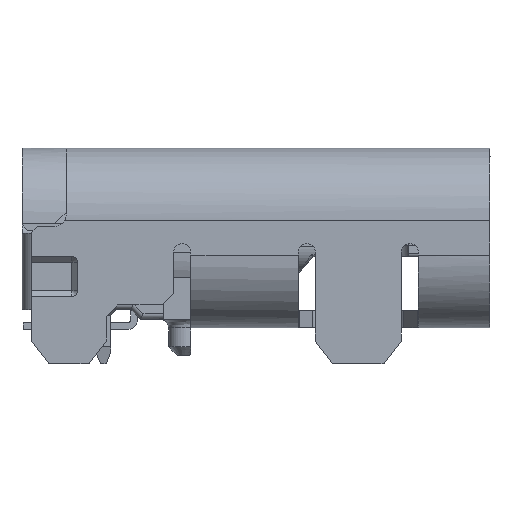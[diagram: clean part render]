
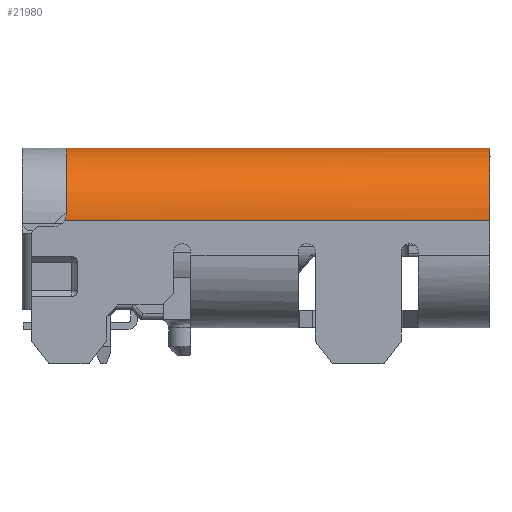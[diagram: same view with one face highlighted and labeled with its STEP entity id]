
A CAD part, front view. The second image highlights one B-rep face of the part: STEP entity #21980.
In plain terms, the highlighted cylindrical face has radius 1.27 mm (diameter 2.54 mm), a partial arc.
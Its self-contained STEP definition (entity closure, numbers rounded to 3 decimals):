
#455 = CARTESIAN_POINT ( 'NONE',  ( -4.47, 0.3, -2.727 ) ) ;
#877 = CYLINDRICAL_SURFACE ( 'NONE', #18636, 1.27 ) ;
#1364 = EDGE_CURVE ( 'NONE', #15446, #25629, #5512, .T. ) ;
#2629 = ORIENTED_EDGE ( 'NONE', *, *, #9836, .T. ) ;
#4292 = DIRECTION ( 'NONE',  ( 0., 0., -1. ) ) ;
#4669 = VECTOR ( 'NONE', #11454, 1000. ) ;
#4772 = CARTESIAN_POINT ( 'NONE',  ( -4.468, 0.37, -2.702 ) ) ;
#4972 = EDGE_CURVE ( 'NONE', #5230, #25629, #12153, .T. ) ;
#5230 = VERTEX_POINT ( 'NONE', #28838 ) ;
#5512 = LINE ( 'NONE', #8282, #17712 ) ;
#7004 = DIRECTION ( 'NONE',  ( 0., 0., 1. ) ) ;
#7103 = CARTESIAN_POINT ( 'NONE',  ( -4.467, 0.39, -2.7 ) ) ;
#8282 = CARTESIAN_POINT ( 'NONE',  ( -3.2, 1.57, -3.3 ) ) ;
#8602 = CARTESIAN_POINT ( 'NONE',  ( -3.2, 0.3, 23.577 ) ) ;
#9212 = CARTESIAN_POINT ( 'NONE',  ( -4.47, 0.3, 23.577 ) ) ;
#9355 = CARTESIAN_POINT ( 'NONE',  ( -4.469, 0.343, -2.708 ) ) ;
#9836 = EDGE_CURVE ( 'NONE', #27289, #27197, #18194, .T. ) ;
#10172 = CARTESIAN_POINT ( 'NONE',  ( -3.2, 0.3, 4.7 ) ) ;
#11454 = DIRECTION ( 'NONE',  ( 0., 0., 1. ) ) ;
#11605 = CARTESIAN_POINT ( 'NONE',  ( -4.47, 0.328, -2.712 ) ) ;
#12153 = CIRCLE ( 'NONE', #14237, 1.27 ) ;
#12989 = EDGE_CURVE ( 'NONE', #15446, #27289, #14533, .T. ) ;
#13914 = AXIS2_PLACEMENT_3D ( 'NONE', #14431, #7004, #27648 ) ;
#14237 = AXIS2_PLACEMENT_3D ( 'NONE', #10172, #19113, #25837 ) ;
#14431 = CARTESIAN_POINT ( 'NONE',  ( -3.2, 0.3, -2.7 ) ) ;
#14533 = CIRCLE ( 'NONE', #13914, 1.27 ) ;
#14542 = CARTESIAN_POINT ( 'NONE',  ( -4.47, 0.3, -2.727 ) ) ;
#15446 = VERTEX_POINT ( 'NONE', #23095 ) ;
#16520 = ORIENTED_EDGE ( 'NONE', *, *, #4972, .T. ) ;
#16669 = EDGE_LOOP ( 'NONE', ( #16520, #20207, #18651, #2629, #25406 ) ) ;
#17712 = VECTOR ( 'NONE', #19375, 1000. ) ;
#18194 = B_SPLINE_CURVE_WITH_KNOTS ( 'NONE', 3,
 ( #20430, #7103, #27240, #4772, #22652, #18391, #9355, #11605, #27148, #455 ),
 .UNSPECIFIED., .F., .F.,
 ( 4, 3, 3, 4 ),
 ( 0., 0., 0., 0. ),
 .UNSPECIFIED. ) ;
#18391 = CARTESIAN_POINT ( 'NONE',  ( -4.469, 0.352, -2.705 ) ) ;
#18636 = AXIS2_PLACEMENT_3D ( 'NONE', #8602, #4292, #26688 ) ;
#18651 = ORIENTED_EDGE ( 'NONE', *, *, #12989, .T. ) ;
#19113 = DIRECTION ( 'NONE',  ( 0., 0., -1. ) ) ;
#19375 = DIRECTION ( 'NONE',  ( 0., 0., 1. ) ) ;
#20207 = ORIENTED_EDGE ( 'NONE', *, *, #1364, .F. ) ;
#20430 = CARTESIAN_POINT ( 'NONE',  ( -4.466, 0.4, -2.7 ) ) ;
#21016 = LINE ( 'NONE', #9212, #4669 ) ;
#21933 = CARTESIAN_POINT ( 'NONE',  ( -3.2, 1.57, 4.7 ) ) ;
#21980 = ADVANCED_FACE ( 'NONE', ( #28398 ), #877, .T. ) ;
#22652 = CARTESIAN_POINT ( 'NONE',  ( -4.469, 0.361, -2.703 ) ) ;
#23095 = CARTESIAN_POINT ( 'NONE',  ( -3.2, 1.57, -2.7 ) ) ;
#23183 = EDGE_CURVE ( 'NONE', #27197, #5230, #21016, .T. ) ;
#25406 = ORIENTED_EDGE ( 'NONE', *, *, #23183, .T. ) ;
#25629 = VERTEX_POINT ( 'NONE', #21933 ) ;
#25837 = DIRECTION ( 'NONE',  ( -1., 0., 0. ) ) ;
#26017 = CARTESIAN_POINT ( 'NONE',  ( -4.466, 0.4, -2.7 ) ) ;
#26688 = DIRECTION ( 'NONE',  ( -1., 0., 0. ) ) ;
#27148 = CARTESIAN_POINT ( 'NONE',  ( -4.47, 0.314, -2.719 ) ) ;
#27197 = VERTEX_POINT ( 'NONE', #14542 ) ;
#27240 = CARTESIAN_POINT ( 'NONE',  ( -4.468, 0.38, -2.701 ) ) ;
#27289 = VERTEX_POINT ( 'NONE', #26017 ) ;
#27648 = DIRECTION ( 'NONE',  ( -1., 0., 0. ) ) ;
#28398 = FACE_OUTER_BOUND ( 'NONE', #16669, .T. ) ;
#28838 = CARTESIAN_POINT ( 'NONE',  ( -4.47, 0.3, 4.7 ) ) ;
